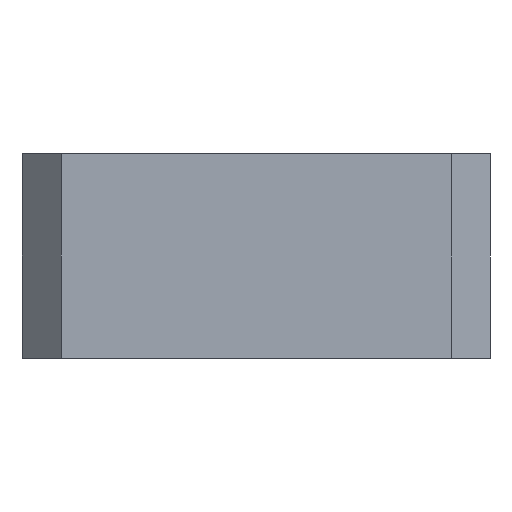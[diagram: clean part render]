
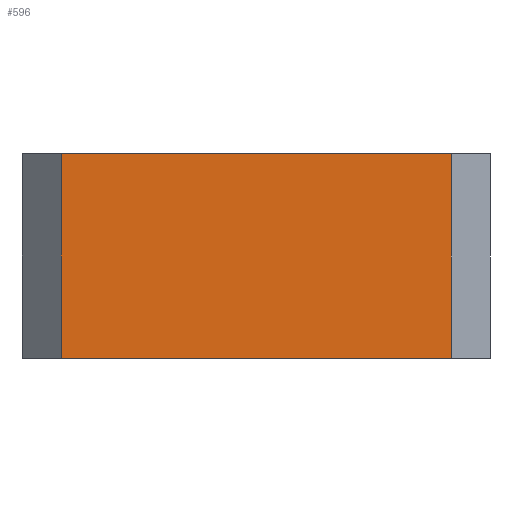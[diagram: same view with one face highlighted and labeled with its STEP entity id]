
A CAD part, left-side view. The second image highlights one B-rep face of the part: STEP entity #596.
In plain terms, the highlighted planar face has unit normal (-1, 0, 0).
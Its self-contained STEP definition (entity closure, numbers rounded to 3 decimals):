
#50=FACE_OUTER_BOUND('',#80,.T.);
#80=EDGE_LOOP('',(#448,#449,#450,#451));
#132=LINE('',#894,#205);
#142=LINE('',#921,#215);
#144=LINE('',#925,#217);
#145=LINE('',#926,#218);
#205=VECTOR('',#719,10.);
#215=VECTOR('',#739,10.);
#217=VECTOR('',#743,10.);
#218=VECTOR('',#744,10.);
#272=VERTEX_POINT('',#891);
#273=VERTEX_POINT('',#893);
#285=VERTEX_POINT('',#919);
#286=VERTEX_POINT('',#924);
#334=EDGE_CURVE('',#272,#273,#132,.T.);
#348=EDGE_CURVE('',#285,#272,#142,.T.);
#350=EDGE_CURVE('',#286,#285,#144,.T.);
#351=EDGE_CURVE('',#273,#286,#145,.T.);
#448=ORIENTED_EDGE('',*,*,#348,.F.);
#449=ORIENTED_EDGE('',*,*,#350,.F.);
#450=ORIENTED_EDGE('',*,*,#351,.F.);
#451=ORIENTED_EDGE('',*,*,#334,.F.);
#572=PLANE('',#645);
#596=ADVANCED_FACE('',(#50),#572,.T.);
#645=AXIS2_PLACEMENT_3D('',#923,#741,#742);
#719=DIRECTION('',(0.,1.,0.));
#739=DIRECTION('',(0.,0.,-1.));
#741=DIRECTION('center_axis',(-1.,0.,0.));
#742=DIRECTION('ref_axis',(0.,-1.,0.));
#743=DIRECTION('',(0.,-1.,0.));
#744=DIRECTION('',(0.,0.,1.));
#891=CARTESIAN_POINT('',(19.932,86.686,0.));
#893=CARTESIAN_POINT('',(19.932,106.686,0.));
#894=CARTESIAN_POINT('',(19.932,84.686,0.));
#919=CARTESIAN_POINT('',(19.932,86.686,10.5));
#921=CARTESIAN_POINT('',(19.932,86.686,0.));
#923=CARTESIAN_POINT('Origin',(19.932,108.686,0.));
#924=CARTESIAN_POINT('',(19.932,106.686,10.5));
#925=CARTESIAN_POINT('',(19.932,84.686,10.5));
#926=CARTESIAN_POINT('',(19.932,106.686,0.));
